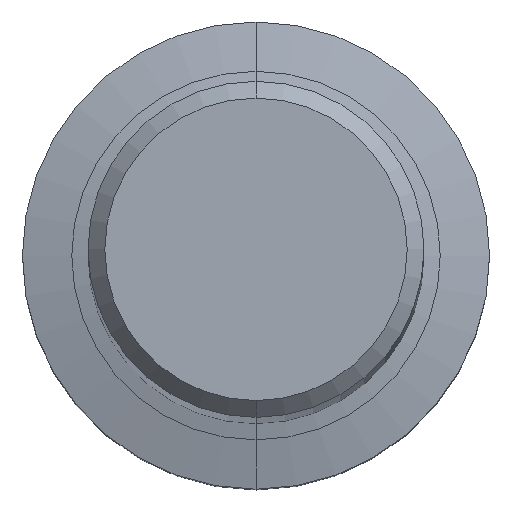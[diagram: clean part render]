
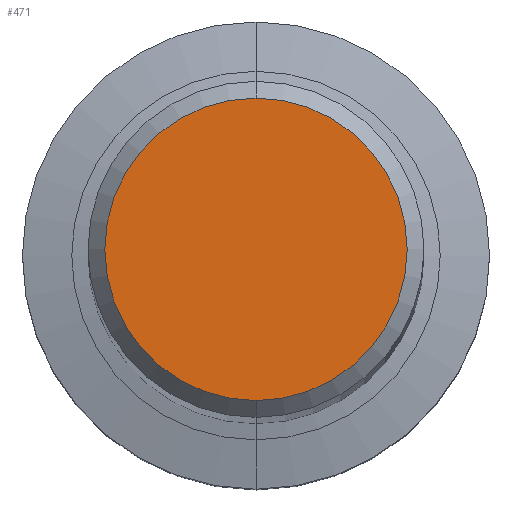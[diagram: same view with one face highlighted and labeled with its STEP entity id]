
A CAD part, top view. The second image highlights one B-rep face of the part: STEP entity #471.
In plain terms, the highlighted planar face has unit normal (0, 0, 1).
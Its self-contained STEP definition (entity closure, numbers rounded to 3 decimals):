
#257=EDGE_CURVE('',#261,#415,#621,.T.);
#261=VERTEX_POINT('',#625);
#415=VERTEX_POINT('',#801);
#459=EDGE_CURVE('',#415,#261,#848,.T.);
#471=ADVANCED_FACE('',(#861),#862,.T.);
#621=CIRCLE('',#1089,3.6);
#625=CARTESIAN_POINT('',(0.0,3.6,0.0));
#801=CARTESIAN_POINT('',(0.,-3.6,0.0));
#848=CIRCLE('',#1466,3.6);
#861=FACE_OUTER_BOUND('',#1479,.T.);
#862=PLANE('',#1480);
#1089=AXIS2_PLACEMENT_3D('',#1740,#1741,#1742);
#1466=AXIS2_PLACEMENT_3D('',#2020,#2021,#2022);
#1479=EDGE_LOOP('',(#2033,#2034));
#1480=AXIS2_PLACEMENT_3D('',#2035,#2036,#2037);
#1740=CARTESIAN_POINT('',(0.0,0.0,0.0));
#1741=DIRECTION('',(0.0,0.0,-1.0));
#1742=DIRECTION('',(0.0,1.0,0.0));
#2020=CARTESIAN_POINT('',(0.0,0.0,0.0));
#2021=DIRECTION('',(0.0,0.0,-1.0));
#2022=DIRECTION('',(0.0,1.0,0.0));
#2033=ORIENTED_EDGE('',*,*,#257,.F.);
#2034=ORIENTED_EDGE('',*,*,#459,.F.);
#2035=CARTESIAN_POINT('',(0.0,1.8,0.0));
#2036=DIRECTION('',(-0.0,0.0,1.0));
#2037=DIRECTION('',(0.0,-1.0,0.0));
